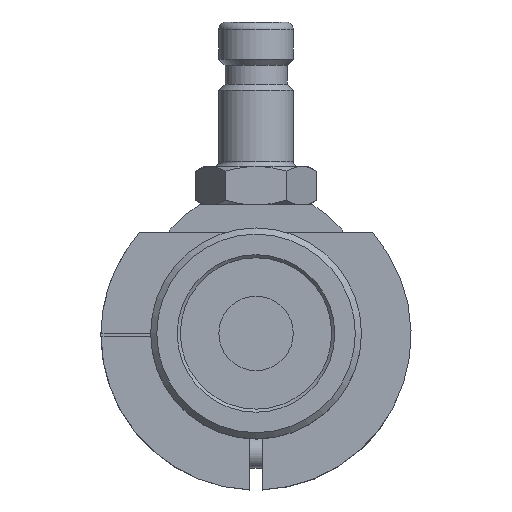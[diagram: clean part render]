
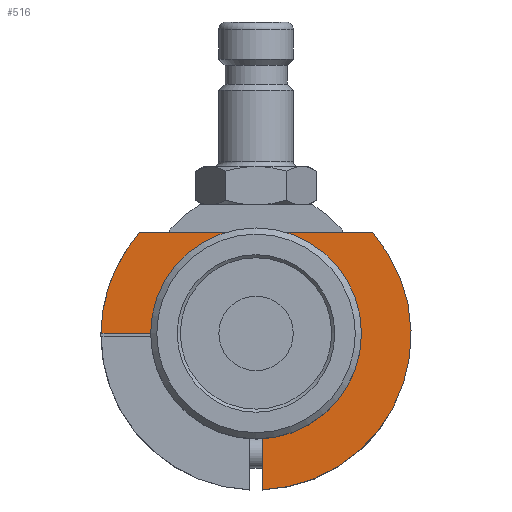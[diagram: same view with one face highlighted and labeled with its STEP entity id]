
A CAD part, top view. The second image highlights one B-rep face of the part: STEP entity #516.
In plain terms, the highlighted planar face has unit normal (0, 0, 1).
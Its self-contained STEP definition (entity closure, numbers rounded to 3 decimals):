
#313=LINE('',#2002,#374);
#314=LINE('',#2006,#375);
#315=LINE('',#2007,#376);
#374=VECTOR('',#1666,1.);
#375=VECTOR('',#1669,1.);
#376=VECTOR('',#1670,1.);
#418=PLANE('',#1427);
#457=FACE_OUTER_BOUND('',#677,.T.);
#516=ADVANCED_FACE('',(#457),#418,.T.);
#677=EDGE_LOOP('',(#850,#851,#852,#853,#854,#855));
#850=ORIENTED_EDGE('',*,*,#1217,.F.);
#851=ORIENTED_EDGE('',*,*,#1218,.F.);
#852=ORIENTED_EDGE('',*,*,#1219,.T.);
#853=ORIENTED_EDGE('',*,*,#1210,.F.);
#854=ORIENTED_EDGE('',*,*,#1220,.T.);
#855=ORIENTED_EDGE('',*,*,#1155,.F.);
#1051=VERTEX_POINT('',#1868);
#1052=VERTEX_POINT('',#1870);
#1092=VERTEX_POINT('',#1988);
#1093=VERTEX_POINT('',#1990);
#1097=VERTEX_POINT('',#2003);
#1098=VERTEX_POINT('',#2005);
#1155=EDGE_CURVE('',#1051,#1052,#1304,.T.);
#1210=EDGE_CURVE('',#1092,#1093,#1329,.T.);
#1217=EDGE_CURVE('',#1097,#1051,#313,.T.);
#1218=EDGE_CURVE('',#1098,#1097,#1332,.T.);
#1219=EDGE_CURVE('',#1098,#1093,#314,.T.);
#1220=EDGE_CURVE('',#1092,#1052,#315,.T.);
#1304=CIRCLE('',#1372,14.25);
#1329=CIRCLE('',#1421,25.);
#1332=CIRCLE('',#1426,25.);
#1372=AXIS2_PLACEMENT_3D('',#1869,#1524,#1525);
#1421=AXIS2_PLACEMENT_3D('',#1989,#1652,#1653);
#1426=AXIS2_PLACEMENT_3D('',#2004,#1667,#1668);
#1427=AXIS2_PLACEMENT_3D('',#2008,#1671,#1672);
#1524=DIRECTION('',(0.,0.,1.));
#1525=DIRECTION('',(0.,-1.,0.));
#1652=DIRECTION('',(0.,0.,-1.));
#1653=DIRECTION('',(0.,1.,0.));
#1666=DIRECTION('',(0.,1.,0.));
#1667=DIRECTION('',(0.,0.,-1.));
#1668=DIRECTION('',(0.,1.,0.));
#1669=DIRECTION('',(-1.,0.,0.));
#1670=DIRECTION('',(1.,0.,0.));
#1671=DIRECTION('',(0.,0.,1.));
#1672=DIRECTION('',(0.,-1.,0.));
#1868=CARTESIAN_POINT('',(1.,-14.215,0.));
#1869=CARTESIAN_POINT('',(0.,0.,0.));
#1870=CARTESIAN_POINT('',(-14.248,0.25,0.));
#1988=CARTESIAN_POINT('',(-24.999,0.25,0.));
#1989=CARTESIAN_POINT('',(0.,0.,
0.));
#1990=CARTESIAN_POINT('',(-18.782,16.5,0.));
#2002=CARTESIAN_POINT('',(1.,-39.5,0.));
#2003=CARTESIAN_POINT('',(1.,-24.98,0.));
#2004=CARTESIAN_POINT('',(0.,0.,
0.));
#2005=CARTESIAN_POINT('',(18.782,16.5,0.));
#2006=CARTESIAN_POINT('',(0.,16.5,0.));
#2007=CARTESIAN_POINT('',(-25.,0.25,0.));
#2008=CARTESIAN_POINT('',(0.,0.,
0.));
